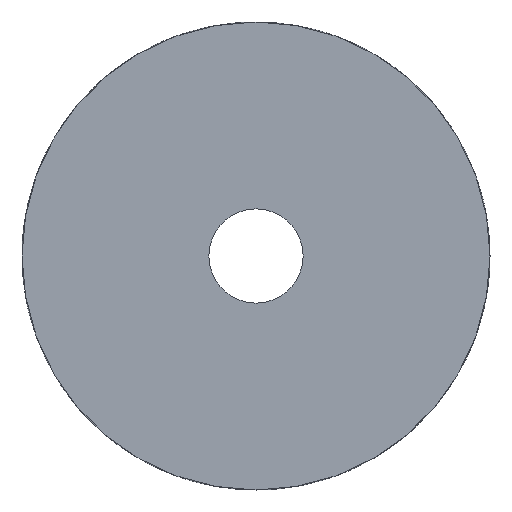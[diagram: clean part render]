
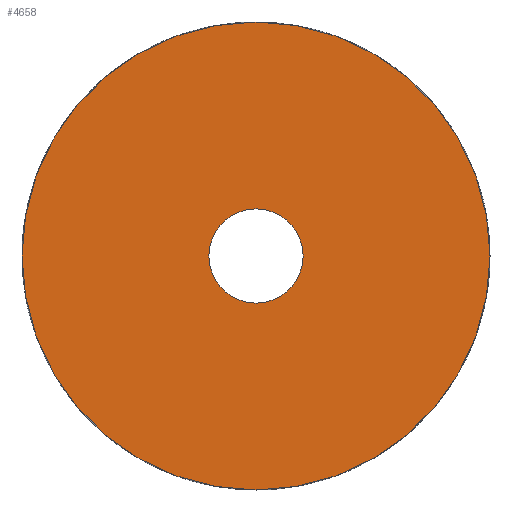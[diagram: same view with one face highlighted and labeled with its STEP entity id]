
A CAD part, front view. The second image highlights one B-rep face of the part: STEP entity #4658.
In plain terms, the highlighted planar face has unit normal (0, -1, 0).
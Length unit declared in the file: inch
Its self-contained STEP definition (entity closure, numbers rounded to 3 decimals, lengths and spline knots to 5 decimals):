
#50 = CIRCLE ( 'NONE', #2748, 1.24104 ) ;
#206 = EDGE_LOOP ( 'NONE', ( #5475, #5907 ) ) ;
#511 = AXIS2_PLACEMENT_3D ( 'NONE', #3556, #4962, #2193 ) ;
#538 = AXIS2_PLACEMENT_3D ( 'NONE', #2430, #5770, #3864 ) ;
#1211 = EDGE_CURVE ( 'NONE', #5286, #2516, #5372, .T. ) ;
#1317 = DIRECTION ( 'NONE',  ( 0., 0., 1. ) ) ;
#1404 = EDGE_CURVE ( 'NONE', #2516, #5286, #1839, .T. ) ;
#1471 = CIRCLE ( 'NONE', #1863, 1.24104 ) ;
#1655 = CARTESIAN_POINT ( 'NONE',  ( 0., 0., 1.24104 ) ) ;
#1682 = DIRECTION ( 'NONE',  ( 0., 1., 0. ) ) ;
#1759 = FACE_BOUND ( 'NONE', #4382, .T. ) ;
#1839 = CIRCLE ( 'NONE', #538, 0.25 ) ;
#1863 = AXIS2_PLACEMENT_3D ( 'NONE', #4230, #5189, #1317 ) ;
#2193 = DIRECTION ( 'NONE',  ( 0., 0., -1. ) ) ;
#2208 = ORIENTED_EDGE ( 'NONE', *, *, #1404, .F. ) ;
#2430 = CARTESIAN_POINT ( 'NONE',  ( 0., 0., 0. ) ) ;
#2516 = VERTEX_POINT ( 'NONE', #3564 ) ;
#2531 = DIRECTION ( 'NONE',  ( 0., 0., 1. ) ) ;
#2748 = AXIS2_PLACEMENT_3D ( 'NONE', #5550, #1682, #2531 ) ;
#2819 = DIRECTION ( 'NONE',  ( 0., 0., 1. ) ) ;
#2844 = ORIENTED_EDGE ( 'NONE', *, *, #1211, .F. ) ;
#3556 = CARTESIAN_POINT ( 'NONE',  ( 0., 0., 0. ) ) ;
#3564 = CARTESIAN_POINT ( 'NONE',  ( 0., 0., 0.25 ) ) ;
#3813 = CARTESIAN_POINT ( 'NONE',  ( 0., 0., 0. ) ) ;
#3864 = DIRECTION ( 'NONE',  ( 0., 0., -1. ) ) ;
#3998 = AXIS2_PLACEMENT_3D ( 'NONE', #3813, #6109, #2819 ) ;
#4169 = FACE_OUTER_BOUND ( 'NONE', #206, .T. ) ;
#4230 = CARTESIAN_POINT ( 'NONE',  ( 0., 0., 0. ) ) ;
#4350 = CARTESIAN_POINT ( 'NONE',  ( 0., 0., -0.25 ) ) ;
#4382 = EDGE_LOOP ( 'NONE', ( #2844, #2208 ) ) ;
#4658 = ADVANCED_FACE ( 'NONE', ( #4169, #1759 ), #5250, .F. ) ;
#4706 = EDGE_CURVE ( 'NONE', #6168, #6006, #1471, .T. ) ;
#4962 = DIRECTION ( 'NONE',  ( 0., -1., 0. ) ) ;
#5189 = DIRECTION ( 'NONE',  ( 0., 1., 0. ) ) ;
#5250 = PLANE ( 'NONE',  #3998 ) ;
#5286 = VERTEX_POINT ( 'NONE', #4350 ) ;
#5328 = EDGE_CURVE ( 'NONE', #6006, #6168, #50, .T. ) ;
#5372 = CIRCLE ( 'NONE', #511, 0.25 ) ;
#5475 = ORIENTED_EDGE ( 'NONE', *, *, #5328, .F. ) ;
#5550 = CARTESIAN_POINT ( 'NONE',  ( 0., 0., 0. ) ) ;
#5770 = DIRECTION ( 'NONE',  ( 0., -1., 0. ) ) ;
#5907 = ORIENTED_EDGE ( 'NONE', *, *, #4706, .F. ) ;
#5940 = CARTESIAN_POINT ( 'NONE',  ( 0., 0., -1.24104 ) ) ;
#6006 = VERTEX_POINT ( 'NONE', #5940 ) ;
#6109 = DIRECTION ( 'NONE',  ( 0., 1., 0. ) ) ;
#6168 = VERTEX_POINT ( 'NONE', #1655 ) ;
